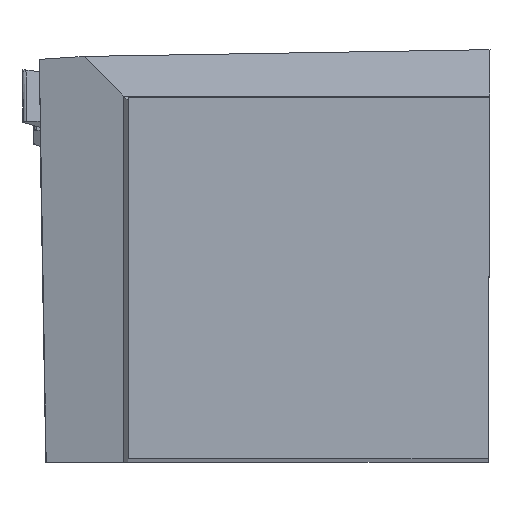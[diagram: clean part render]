
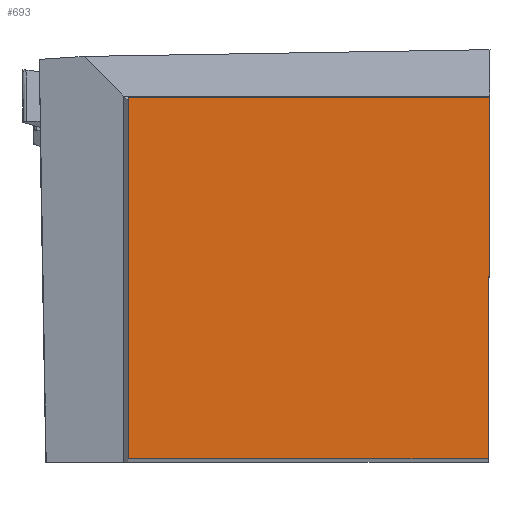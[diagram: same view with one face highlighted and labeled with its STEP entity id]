
A CAD part, top view. The second image highlights one B-rep face of the part: STEP entity #693.
In plain terms, the highlighted planar face has unit normal (0, 0, 1).
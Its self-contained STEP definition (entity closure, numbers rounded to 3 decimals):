
#172=PLANE('',#1921);
#252=FACE_OUTER_BOUND('',#812,.T.);
#406=LINE('',#3016,#584);
#424=LINE('',#3051,#602);
#425=LINE('',#3053,#603);
#426=LINE('',#3055,#604);
#584=VECTOR('',#2344,1.);
#602=VECTOR('',#2370,1.);
#603=VECTOR('',#2371,1.);
#604=VECTOR('',#2372,1.);
#693=ADVANCED_FACE('BLANK_BOXF006',(#252),#172,.F.);
#812=EDGE_LOOP('',(#1241,#1242,#1243,#1244));
#1241=ORIENTED_EDGE('',*,*,#1672,.F.);
#1242=ORIENTED_EDGE('',*,*,#1654,.F.);
#1243=ORIENTED_EDGE('',*,*,#1673,.F.);
#1244=ORIENTED_EDGE('',*,*,#1674,.F.);
#1432=VERTEX_POINT('',#3015);
#1433=VERTEX_POINT('',#3017);
#1446=VERTEX_POINT('',#3052);
#1447=VERTEX_POINT('',#3054);
#1654=EDGE_CURVE('',#1432,#1433,#406,.T.);
#1672=EDGE_CURVE('',#1433,#1446,#424,.T.);
#1673=EDGE_CURVE('',#1447,#1432,#425,.T.);
#1674=EDGE_CURVE('',#1446,#1447,#426,.T.);
#1921=AXIS2_PLACEMENT_3D('',#3056,#2373,#2374);
#2344=DIRECTION('',(-1.,0.,0.));
#2370=DIRECTION('',(0.,1.,0.));
#2371=DIRECTION('',(-0.004,-1.,0.));
#2372=DIRECTION('',(1.,0.,0.));
#2373=DIRECTION('',(0.,0.,-1.));
#2374=DIRECTION('',(0.,-1.,0.));
#3015=CARTESIAN_POINT('',(-0.174,0.,0.));
#3016=CARTESIAN_POINT('',(251.35,0.,0.));
#3017=CARTESIAN_POINT('',(-39.85,0.,0.));
#3051=CARTESIAN_POINT('',(-39.85,-251.35,0.));
#3052=CARTESIAN_POINT('',(-39.85,39.85,0.));
#3053=CARTESIAN_POINT('',(0.923,251.348,0.));
#3054=CARTESIAN_POINT('',(0.,39.85,0.));
#3055=CARTESIAN_POINT('',(-251.35,39.85,0.));
#3056=CARTESIAN_POINT('',(-90.2,-5.,0.));
